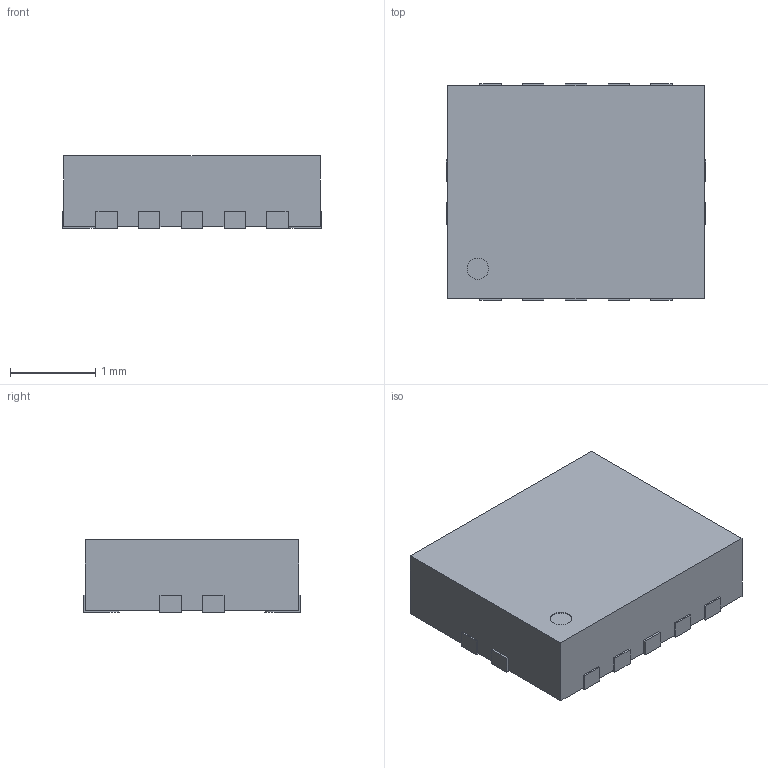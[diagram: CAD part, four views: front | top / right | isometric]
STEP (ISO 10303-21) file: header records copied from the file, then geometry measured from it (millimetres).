
FILE_DESCRIPTION(('HOOPS Exchange Step'),'2;1');
FILE_NAME('export-C636C24D-2D0F-4EC4-8054-0DD53A81F120.stp','2022-10-08T13:16:15-07:00',('Daxxn'),('Alibre'),'HOOPS Exchange 2022.0','Alibre','Unknown authorisation');
FILE_SCHEMA( ('AP242_MANAGED_MODEL_BASED_3D_ENGINEERING_MIM_LF {1 0 10303 442 1 1 4 }') );
Length unit declared in the file: centimetre
Products named in the file (1): DHVQFN14-2_5x3mm
Bounding box: 3.04 x 2.54 x 0.85 mm (x, y, z)
Volume: 6.3 mm3; surface area: 24.7 mm2
Topology: 1 solids, 1 shells, 120 faces, 353 edges, 236 vertices
Faces by surface type: plane 91, cylinder 29
Full cylindrical faces by diameter (mm): 0.25 x1
Entity records: 4025 total; most frequent: CARTESIAN_POINT 711, ORIENTED_EDGE 706, DIRECTION 657, EDGE_CURVE 353, VECTOR 293, LINE 293, VERTEX_POINT 236, AXIS2_PLACEMENT_3D 182
